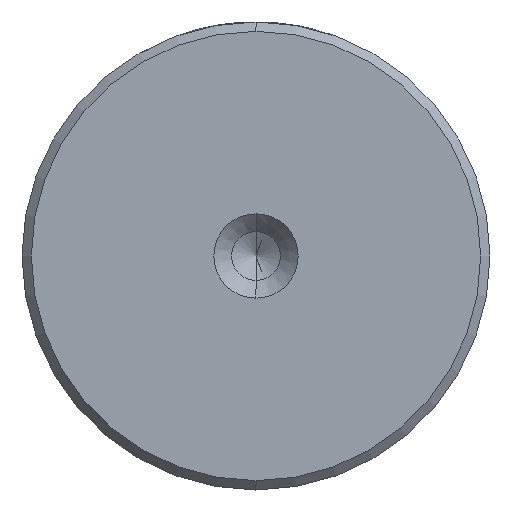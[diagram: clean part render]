
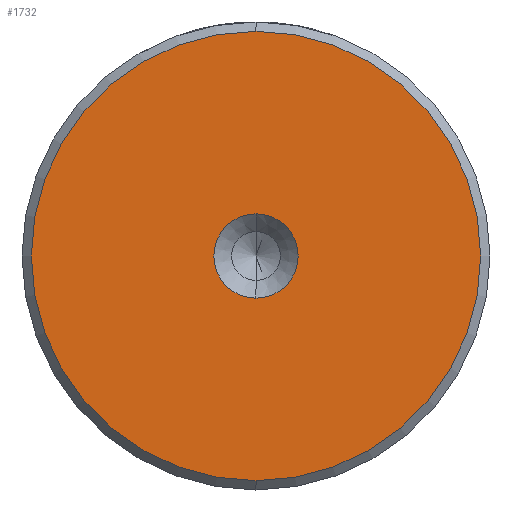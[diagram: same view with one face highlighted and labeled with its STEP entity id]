
A CAD part, left-side view. The second image highlights one B-rep face of the part: STEP entity #1732.
In plain terms, the highlighted planar face has unit normal (-1, 0, 0).
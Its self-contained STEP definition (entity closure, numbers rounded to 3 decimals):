
#14 = EDGE_CURVE ( 'NONE', #2384, #2389, #1110, .T. ) ;
#74 = CARTESIAN_POINT ( 'NONE',  ( 0., 0., 0. ) ) ;
#78 = ORIENTED_EDGE ( 'NONE', *, *, #14, .F. ) ;
#315 = DIRECTION ( 'NONE',  ( 0., 0., 1. ) ) ;
#330 = ORIENTED_EDGE ( 'NONE', *, *, #569, .T. ) ;
#434 = AXIS2_PLACEMENT_3D ( 'NONE', #909, #440, #2111 ) ;
#440 = DIRECTION ( 'NONE',  ( -1., 0., 0. ) ) ;
#457 = CARTESIAN_POINT ( 'NONE',  ( 0., 0., 0. ) ) ;
#480 = EDGE_LOOP ( 'NONE', ( #78, #2354 ) ) ;
#569 = EDGE_CURVE ( 'NONE', #2526, #1796, #1917, .T. ) ;
#676 = DIRECTION ( 'NONE',  ( -1., 0., 0. ) ) ;
#686 = DIRECTION ( 'NONE',  ( 0., 0., 1. ) ) ;
#700 = DIRECTION ( 'NONE',  ( 0., 0., 1. ) ) ;
#778 = CIRCLE ( 'NONE', #1663, 12. ) ;
#903 = ORIENTED_EDGE ( 'NONE', *, *, #1456, .T. ) ;
#909 = CARTESIAN_POINT ( 'NONE',  ( 0., 0., 0. ) ) ;
#951 = CARTESIAN_POINT ( 'NONE',  ( 0., 0., -2.25 ) ) ;
#1001 = AXIS2_PLACEMENT_3D ( 'NONE', #74, #1742, #315 ) ;
#1110 = CIRCLE ( 'NONE', #2958, 2.25 ) ;
#1153 = PLANE ( 'NONE',  #434 ) ;
#1175 = CIRCLE ( 'NONE', #2037, 2.25 ) ;
#1217 = FACE_OUTER_BOUND ( 'NONE', #2402, .T. ) ;
#1273 = DIRECTION ( 'NONE',  ( -1., 0., 0. ) ) ;
#1449 = CARTESIAN_POINT ( 'NONE',  ( 0., 0., 12. ) ) ;
#1456 = EDGE_CURVE ( 'NONE', #1796, #2526, #778, .T. ) ;
#1663 = AXIS2_PLACEMENT_3D ( 'NONE', #2712, #1273, #2962 ) ;
#1732 = ADVANCED_FACE ( 'NONE', ( #1217, #1856 ), #1153, .T. ) ;
#1742 = DIRECTION ( 'NONE',  ( -1., 0., 0. ) ) ;
#1796 = VERTEX_POINT ( 'NONE', #1449 ) ;
#1856 = FACE_BOUND ( 'NONE', #480, .T. ) ;
#1860 = CARTESIAN_POINT ( 'NONE',  ( 0., 0., 0. ) ) ;
#1917 = CIRCLE ( 'NONE', #1001, 12. ) ;
#2037 = AXIS2_PLACEMENT_3D ( 'NONE', #457, #2131, #700 ) ;
#2111 = DIRECTION ( 'NONE',  ( 0., 0., 1. ) ) ;
#2131 = DIRECTION ( 'NONE',  ( -1., 0., 0. ) ) ;
#2209 = CARTESIAN_POINT ( 'NONE',  ( 0., 0., -12. ) ) ;
#2354 = ORIENTED_EDGE ( 'NONE', *, *, #3025, .F. ) ;
#2384 = VERTEX_POINT ( 'NONE', #2639 ) ;
#2389 = VERTEX_POINT ( 'NONE', #951 ) ;
#2402 = EDGE_LOOP ( 'NONE', ( #330, #903 ) ) ;
#2526 = VERTEX_POINT ( 'NONE', #2209 ) ;
#2639 = CARTESIAN_POINT ( 'NONE',  ( 0., 0., 2.25 ) ) ;
#2712 = CARTESIAN_POINT ( 'NONE',  ( 0., 0., 0. ) ) ;
#2958 = AXIS2_PLACEMENT_3D ( 'NONE', #1860, #676, #686 ) ;
#2962 = DIRECTION ( 'NONE',  ( 0., 0., 1. ) ) ;
#3025 = EDGE_CURVE ( 'NONE', #2389, #2384, #1175, .T. ) ;
